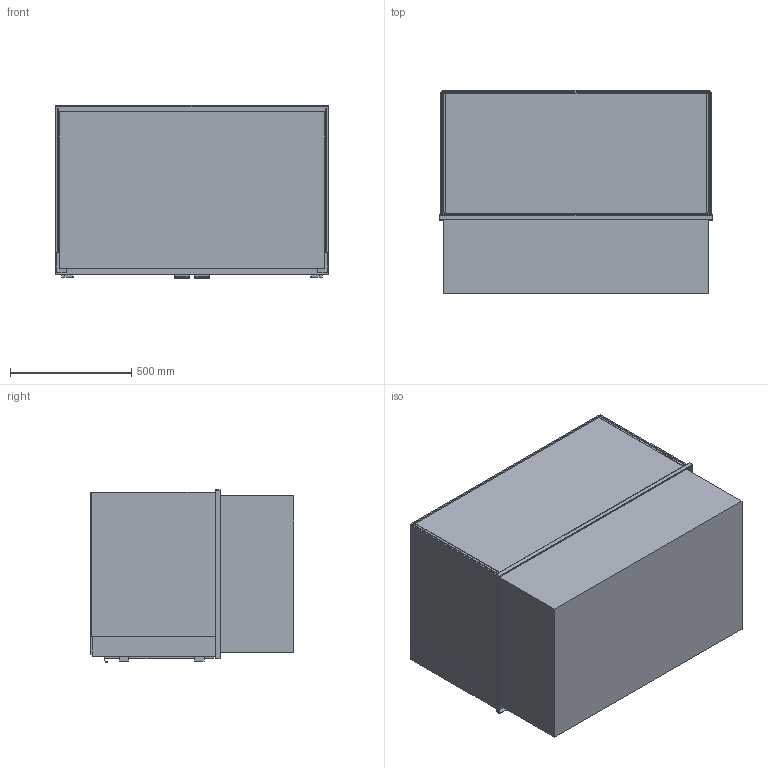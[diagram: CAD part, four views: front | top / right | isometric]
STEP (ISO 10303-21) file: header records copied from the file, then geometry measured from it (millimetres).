
FILE_DESCRIPTION (( 'STEP AP214' ), '1' );
FILE_NAME ('EU522112_Basic E-112-53 Drop-In.STEP', '2022-05-13T11:44:14', ( '' ), ( '' ), 'SwSTEP 2.0', 'SolidWorks 2017', '' );
FILE_SCHEMA (( 'AUTOMOTIVE_DESIGN' ));
Length unit declared in the file: millimetre
Products named in the file (1): EU522112_Basic E-112-53 Drop-In
Bounding box: 1125 x 837 x 709 mm (x, y, z)
Volume: 112112166.5 mm3; surface area: 10968490.5 mm2
Topology: 29 solids, 29 shells, 298 faces, 696 edges, 462 vertices
Faces by surface type: plane 260, cylinder 38
Entity records: 8976 total; most frequent: CARTESIAN_POINT 1469, ORIENTED_EDGE 1392, DIRECTION 1366, EDGE_CURVE 696, LINE 616, VECTOR 616, VERTEX_POINT 462, AXIS2_PLACEMENT_3D 375
